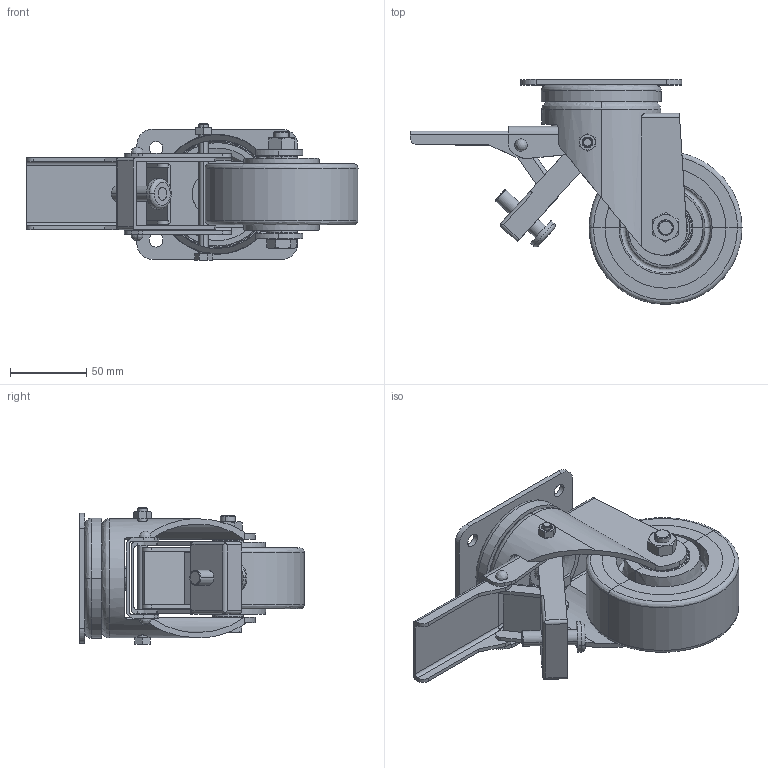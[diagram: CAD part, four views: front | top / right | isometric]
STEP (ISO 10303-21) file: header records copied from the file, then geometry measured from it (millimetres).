
FILE_DESCRIPTION (( 'STEP AP214' ), '1' );
FILE_NAME ('0012030_L-HO-PUZG-100-K-3-DSV-B40_(A-01).step', '2020-01-24T08:24:29', ( '' ), ( '' ), 'SwSTEP 2.0', 'SolidWorks 2018', '' );
FILE_SCHEMA (( 'AUTOMOTIVE_DESIGN' ));
Length unit declared in the file: millimetre
Products named in the file (1): 0012030_L-HO-PUZG-100-K-3-DSV-B40_(A-01)
Bounding box: 217.05 x 147 x 89 mm (x, y, z)
Surface area: 239326.6 mm2 (no closed solid volume)
Topology: 0 solids, 100 shells, 855 faces, 2112 edges, 1224 vertices
Faces by surface type: bspline 265, plane 224, cylinder 220, cone 146
Entity records: 63443 total; most frequent: CARTESIAN_POINT 35437, ORIENTED_EDGE 3640, DIRECTION 3517, EDGE_CURVE 1834, AXIS2_PLACEMENT_3D 1449, VERTEX_POINT 1224, EDGE_LOOP 982, UNCERTAINTY_MEASURE_WITH_UNIT 949
